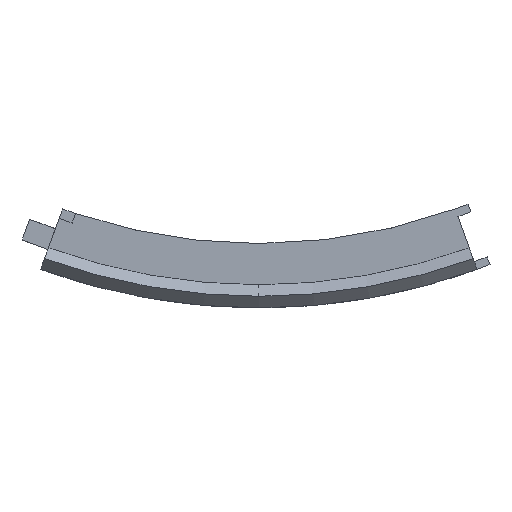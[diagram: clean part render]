
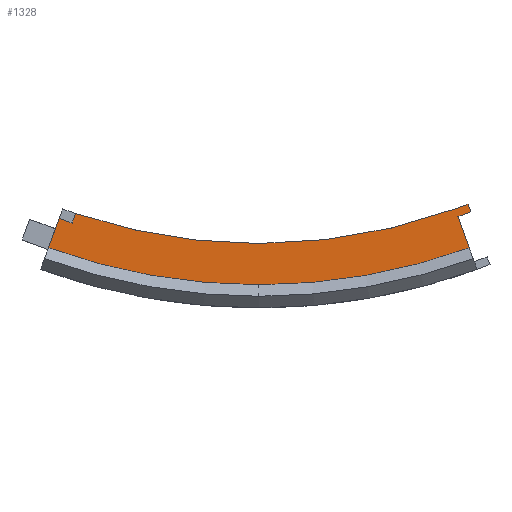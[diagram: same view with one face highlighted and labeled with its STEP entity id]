
A CAD part, front view. The second image highlights one B-rep face of the part: STEP entity #1328.
In plain terms, the highlighted planar face has unit normal (0, -1, 0).
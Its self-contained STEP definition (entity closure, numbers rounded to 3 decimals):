
#12 = CARTESIAN_POINT ( 'NONE',  ( 45.831, -5., -125.919 ) ) ;
#55 = DIRECTION ( 'NONE',  ( 0.342, 0., -0.94 ) ) ;
#213 = CARTESIAN_POINT ( 'NONE',  ( -40.686, -5., -120.555 ) ) ;
#266 = CARTESIAN_POINT ( 'NONE',  ( -42.753, -5., -117.462 ) ) ;
#291 = ORIENTED_EDGE ( 'NONE', *, *, #1061, .F. ) ;
#305 = CARTESIAN_POINT ( 'NONE',  ( 46.187, -5., -118.127 ) ) ;
#346 = CIRCLE ( 'NONE', #4460, 134. ) ;
#403 = DIRECTION ( 'NONE',  ( 0., -1., 0. ) ) ;
#409 = CARTESIAN_POINT ( 'NONE',  ( -43.505, -5., -119.529 ) ) ;
#460 = CARTESIAN_POINT ( 'NONE',  ( -39.474, -5., -117.224 ) ) ;
#618 = CARTESIAN_POINT ( 'NONE',  ( 46.187, -5., -118.127 ) ) ;
#640 = DIRECTION ( 'NONE',  ( -0.94, 0., -0.342 ) ) ;
#669 = CARTESIAN_POINT ( 'NONE',  ( 0., -5., 0. ) ) ;
#733 = AXIS2_PLACEMENT_3D ( 'NONE', #266, #4052, #1794 ) ;
#799 = DIRECTION ( 'NONE',  ( 0., 0., -1. ) ) ;
#848 = DIRECTION ( 'NONE',  ( 0., 0., -1. ) ) ;
#934 = VERTEX_POINT ( 'NONE', #305 ) ;
#973 = PLANE ( 'NONE',  #733 ) ;
#995 = VECTOR ( 'NONE', #55, 1000. ) ;
#1000 = ORIENTED_EDGE ( 'NONE', *, *, #1477, .F. ) ;
#1023 = LINE ( 'NONE', #618, #1856 ) ;
#1061 = EDGE_CURVE ( 'NONE', #3191, #2792, #4278, .T. ) ;
#1092 = ORIENTED_EDGE ( 'NONE', *, *, #2744, .F. ) ;
#1111 = DIRECTION ( 'NONE',  ( 0., -1., 0. ) ) ;
#1117 = CARTESIAN_POINT ( 'NONE',  ( 42.753, -5., -117.462 ) ) ;
#1289 = DIRECTION ( 'NONE',  ( 0.342, 0., 0.94 ) ) ;
#1304 = EDGE_CURVE ( 'NONE', #934, #1918, #1023, .T. ) ;
#1328 = ADVANCED_FACE ( 'NONE', ( #4124 ), #973, .T. ) ;
#1431 = VERTEX_POINT ( 'NONE', #1868 ) ;
#1460 = AXIS2_PLACEMENT_3D ( 'NONE', #1930, #1111, #799 ) ;
#1477 = EDGE_CURVE ( 'NONE', #1918, #2196, #1492, .T. ) ;
#1492 = LINE ( 'NONE', #1117, #4528 ) ;
#1497 = CARTESIAN_POINT ( 'NONE',  ( 45.572, -5., -116.436 ) ) ;
#1677 = VERTEX_POINT ( 'NONE', #2378 ) ;
#1681 = VERTEX_POINT ( 'NONE', #3178 ) ;
#1794 = DIRECTION ( 'NONE',  ( 0., 0., -1. ) ) ;
#1797 = DIRECTION ( 'NONE',  ( 0., 0., -1. ) ) ;
#1815 = ORIENTED_EDGE ( 'NONE', *, *, #2687, .T. ) ;
#1856 = VECTOR ( 'NONE', #640, 1000. ) ;
#1868 = CARTESIAN_POINT ( 'NONE',  ( 0., -5., -134. ) ) ;
#1909 = ORIENTED_EDGE ( 'NONE', *, *, #3680, .F. ) ;
#1918 = VERTEX_POINT ( 'NONE', #3137 ) ;
#1930 = CARTESIAN_POINT ( 'NONE',  ( 0., -5., 0. ) ) ;
#1943 = VECTOR ( 'NONE', #4557, 1000. ) ;
#1950 = AXIS2_PLACEMENT_3D ( 'NONE', #4903, #4927, #1965 ) ;
#1965 = DIRECTION ( 'NONE',  ( 0., 0., -1. ) ) ;
#2058 = ORIENTED_EDGE ( 'NONE', *, *, #1304, .F. ) ;
#2086 = ORIENTED_EDGE ( 'NONE', *, *, #2475, .T. ) ;
#2169 = EDGE_CURVE ( 'NONE', #2706, #1681, #3845, .T. ) ;
#2196 = VERTEX_POINT ( 'NONE', #12 ) ;
#2201 = EDGE_CURVE ( 'NONE', #4651, #2593, #3438, .T. ) ;
#2231 = CARTESIAN_POINT ( 'NONE',  ( 45.572, -5., -116.436 ) ) ;
#2378 = CARTESIAN_POINT ( 'NONE',  ( -40.686, -5., -120.555 ) ) ;
#2455 = CARTESIAN_POINT ( 'NONE',  ( 0., -5., -125. ) ) ;
#2475 = EDGE_CURVE ( 'NONE', #2593, #1431, #346, .T. ) ;
#2586 = ORIENTED_EDGE ( 'NONE', *, *, #2169, .T. ) ;
#2593 = VERTEX_POINT ( 'NONE', #4430 ) ;
#2612 = ORIENTED_EDGE ( 'NONE', *, *, #2628, .F. ) ;
#2628 = EDGE_CURVE ( 'NONE', #2792, #1681, #3482, .T. ) ;
#2652 = DIRECTION ( 'NONE',  ( 0.342, 0., -0.94 ) ) ;
#2657 = CARTESIAN_POINT ( 'NONE',  ( -42.753, -5., -117.462 ) ) ;
#2687 = EDGE_CURVE ( 'NONE', #1431, #2196, #4056, .T. ) ;
#2706 = VERTEX_POINT ( 'NONE', #3011 ) ;
#2744 = EDGE_CURVE ( 'NONE', #2706, #934, #4527, .T. ) ;
#2792 = VERTEX_POINT ( 'NONE', #2455 ) ;
#2882 = DIRECTION ( 'NONE',  ( -0.94, 0., 0.342 ) ) ;
#2969 = ORIENTED_EDGE ( 'NONE', *, *, #3836, .T. ) ;
#2994 = ORIENTED_EDGE ( 'NONE', *, *, #2201, .T. ) ;
#3011 = CARTESIAN_POINT ( 'NONE',  ( 45.572, -5., -116.436 ) ) ;
#3128 = EDGE_LOOP ( 'NONE', ( #2969, #2994, #2086, #1815, #1000, #2058, #1092, #2586, #2612, #291, #1909 ) ) ;
#3137 = CARTESIAN_POINT ( 'NONE',  ( 43.368, -5., -119.153 ) ) ;
#3158 = AXIS2_PLACEMENT_3D ( 'NONE', #669, #403, #1797 ) ;
#3168 = VECTOR ( 'NONE', #1289, 1000. ) ;
#3178 = CARTESIAN_POINT ( 'NONE',  ( 42.753, -5., -117.462 ) ) ;
#3191 = VERTEX_POINT ( 'NONE', #4740 ) ;
#3398 = VECTOR ( 'NONE', #3797, 1000. ) ;
#3438 = LINE ( 'NONE', #2657, #3398 ) ;
#3482 = CIRCLE ( 'NONE', #3158, 125. ) ;
#3494 = CARTESIAN_POINT ( 'NONE',  ( 0., -5., 0. ) ) ;
#3680 = EDGE_CURVE ( 'NONE', #1677, #3191, #4304, .T. ) ;
#3743 = LINE ( 'NONE', #213, #4222 ) ;
#3797 = DIRECTION ( 'NONE',  ( -0.342, 0., -0.94 ) ) ;
#3836 = EDGE_CURVE ( 'NONE', #1677, #4651, #3743, .T. ) ;
#3845 = LINE ( 'NONE', #1497, #1943 ) ;
#3902 = DIRECTION ( 'NONE',  ( 0., -1., 0. ) ) ;
#4052 = DIRECTION ( 'NONE',  ( 0., -1., 0. ) ) ;
#4056 = CIRCLE ( 'NONE', #1950, 134. ) ;
#4124 = FACE_OUTER_BOUND ( 'NONE', #3128, .T. ) ;
#4222 = VECTOR ( 'NONE', #2882, 1000. ) ;
#4278 = CIRCLE ( 'NONE', #1460, 125. ) ;
#4304 = LINE ( 'NONE', #460, #3168 ) ;
#4430 = CARTESIAN_POINT ( 'NONE',  ( -45.831, -5., -125.919 ) ) ;
#4460 = AXIS2_PLACEMENT_3D ( 'NONE', #3494, #3902, #848 ) ;
#4527 = LINE ( 'NONE', #2231, #995 ) ;
#4528 = VECTOR ( 'NONE', #2652, 1000. ) ;
#4557 = DIRECTION ( 'NONE',  ( -0.94, 0., -0.342 ) ) ;
#4651 = VERTEX_POINT ( 'NONE', #409 ) ;
#4740 = CARTESIAN_POINT ( 'NONE',  ( -39.921, -5., -118.454 ) ) ;
#4903 = CARTESIAN_POINT ( 'NONE',  ( 0., -5., 0. ) ) ;
#4927 = DIRECTION ( 'NONE',  ( 0., -1., 0. ) ) ;
